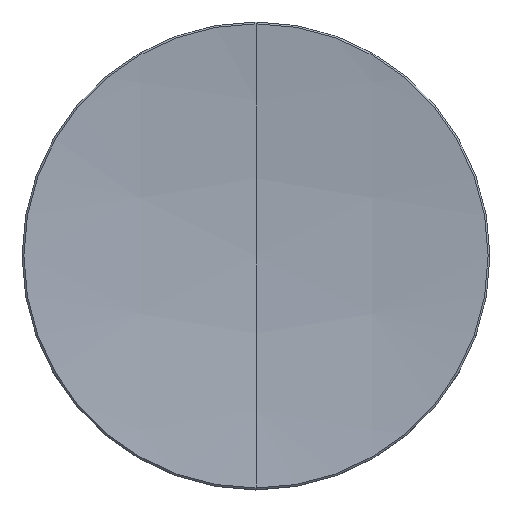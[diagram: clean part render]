
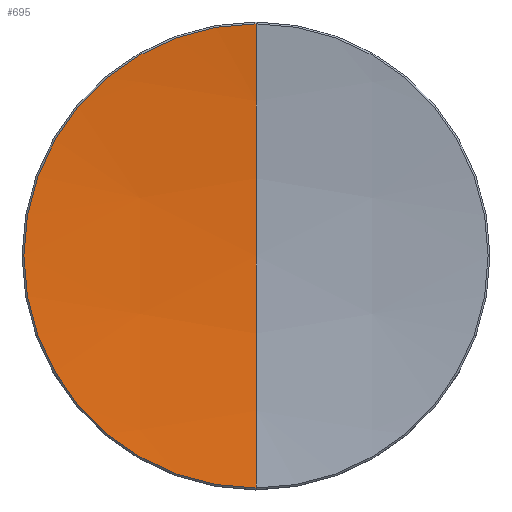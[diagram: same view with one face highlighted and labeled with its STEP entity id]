
A CAD part, top view. The second image highlights one B-rep face of the part: STEP entity #695.
In plain terms, the highlighted spherical face has radius 200 mm.
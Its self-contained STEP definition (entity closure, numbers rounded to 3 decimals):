
#692 = EDGE_CURVE ( 'NONE', #709, #830, #2498, .T. ) ;
#694 = EDGE_CURVE ( 'NONE', #830, #711, #2552, .T. ) ;
#695 = ADVANCED_FACE ( 'NONE', ( #2510 ), #2561, .F. ) ;
#698 = ORIENTED_EDGE ( 'NONE', *, *, #829, .T. ) ;
#701 = ORIENTED_EDGE ( 'NONE', *, *, #692, .T. ) ;
#703 = EDGE_LOOP ( 'NONE', ( #698, #701, #837, #853 ) ) ;
#709 = VERTEX_POINT ( 'NONE', #2576 ) ;
#711 = VERTEX_POINT ( 'NONE', #2513 ) ;
#776 = EDGE_CURVE ( 'NONE', #824, #711, #2925, .T. ) ;
#824 = VERTEX_POINT ( 'NONE', #3127 ) ;
#829 = EDGE_CURVE ( 'NONE', #824, #709, #3044, .T. ) ;
#830 = VERTEX_POINT ( 'NONE', #3107 ) ;
#837 = ORIENTED_EDGE ( 'NONE', *, *, #694, .T. ) ;
#853 = ORIENTED_EDGE ( 'NONE', *, *, #776, .F. ) ;
#2461 = DIRECTION ( 'NONE',  ( 1., 0., 0. ) ) ;
#2485 = CARTESIAN_POINT ( 'NONE',  ( 0., 0., 6.094 ) ) ;
#2486 = AXIS2_PLACEMENT_3D ( 'NONE', #2503, #2514, #2557 ) ;
#2490 = AXIS2_PLACEMENT_3D ( 'NONE', #2485, #2582, #2461 ) ;
#2498 = CIRCLE ( 'NONE', #2490, 25.202 ) ;
#2503 = CARTESIAN_POINT ( 'NONE',  ( 0., 0., 204.5 ) ) ;
#2510 = FACE_OUTER_BOUND ( 'NONE', #703, .T. ) ;
#2513 = CARTESIAN_POINT ( 'NONE',  ( 0., 0., 4.5 ) ) ;
#2514 = DIRECTION ( 'NONE',  ( 1., 0., 0. ) ) ;
#2550 = DIRECTION ( 'NONE',  ( 1., 0., 0. ) ) ;
#2552 = CIRCLE ( 'NONE', #2560, 200. ) ;
#2557 = DIRECTION ( 'NONE',  ( 0., 1., 0. ) ) ;
#2559 = DIRECTION ( 'NONE',  ( 0., 1., 0. ) ) ;
#2560 = AXIS2_PLACEMENT_3D ( 'NONE', #2586, #2550, #2559 ) ;
#2561 = SPHERICAL_SURFACE ( 'NONE', #2486, 200. ) ;
#2576 = CARTESIAN_POINT ( 'NONE',  ( -25.202, 0., 6.094 ) ) ;
#2582 = DIRECTION ( 'NONE',  ( 0., 0., 1. ) ) ;
#2586 = CARTESIAN_POINT ( 'NONE',  ( 0., 0., 204.5 ) ) ;
#2921 = DIRECTION ( 'NONE',  ( -1., 0., 0. ) ) ;
#2923 = DIRECTION ( 'NONE',  ( 0., 0., 1. ) ) ;
#2924 = AXIS2_PLACEMENT_3D ( 'NONE', #2946, #2921, #2923 ) ;
#2925 = CIRCLE ( 'NONE', #2924, 200. ) ;
#2946 = CARTESIAN_POINT ( 'NONE',  ( 0., 0., 204.5 ) ) ;
#2974 = DIRECTION ( 'NONE',  ( 0., 0., 1. ) ) ;
#2975 = CARTESIAN_POINT ( 'NONE',  ( 0., 0., 6.094 ) ) ;
#3044 = CIRCLE ( 'NONE', #3105, 25.202 ) ;
#3105 = AXIS2_PLACEMENT_3D ( 'NONE', #2975, #2974, #3120 ) ;
#3107 = CARTESIAN_POINT ( 'NONE',  ( 0., -25.202, 6.094 ) ) ;
#3120 = DIRECTION ( 'NONE',  ( 1., 0., 0. ) ) ;
#3127 = CARTESIAN_POINT ( 'NONE',  ( 0., 25.202, 6.094 ) ) ;
